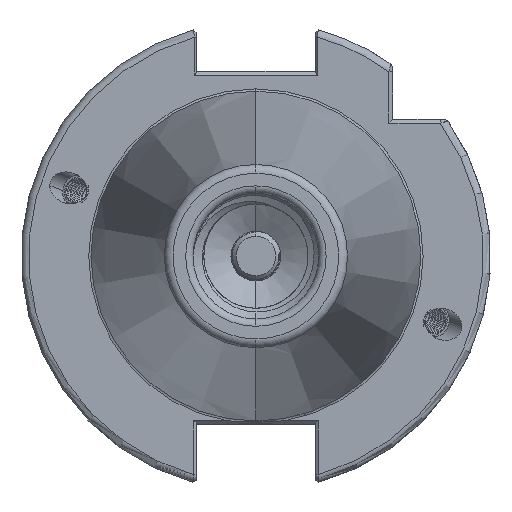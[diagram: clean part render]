
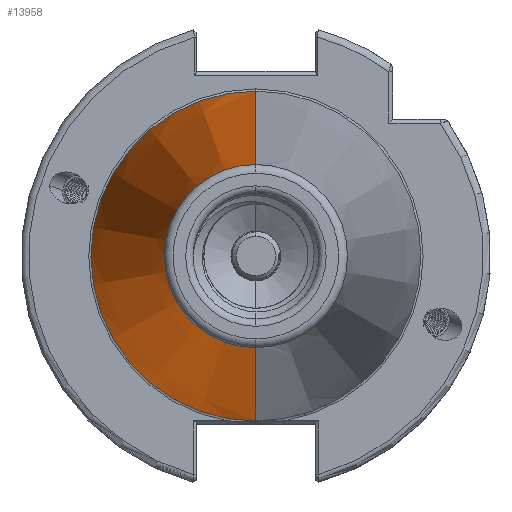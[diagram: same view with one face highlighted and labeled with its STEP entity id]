
A CAD part, left-side view. The second image highlights one B-rep face of the part: STEP entity #13958.
In plain terms, the highlighted conical face has half-angle 8.297 degrees and reference radius 22.692 mm.
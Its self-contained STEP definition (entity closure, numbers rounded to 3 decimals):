
#14 = AXIS2_PLACEMENT_3D ( 'NONE', #3142, #3146, #3143 ) ;
#24 = AXIS2_PLACEMENT_3D ( 'NONE', #3350, #3367, #3351 ) ;
#971 = CIRCLE ( 'NONE', #14, 12.4 ) ;
#1006 = LINE ( 'NONE', #3370, #1035 ) ;
#1013 = LINE ( 'NONE', #3330, #1034 ) ;
#1034 = VECTOR ( 'NONE', #3368, 1000. ) ;
#1035 = VECTOR ( 'NONE', #3360, 1000. ) ;
#1050 = CIRCLE ( 'NONE', #24, 22.327 ) ;
#3142 = CARTESIAN_POINT ( 'NONE',  ( -70.573, 0., 0. ) ) ;
#3143 = DIRECTION ( 'NONE',  ( 0., 0., 1. ) ) ;
#3146 = DIRECTION ( 'NONE',  ( 1., 0., 0. ) ) ;
#3330 = CARTESIAN_POINT ( 'NONE',  ( 0., 0., -22.692 ) ) ;
#3350 = CARTESIAN_POINT ( 'NONE',  ( -2.5, 0., 0. ) ) ;
#3351 = DIRECTION ( 'NONE',  ( 0., 0., -1. ) ) ;
#3360 = DIRECTION ( 'NONE',  ( 0.99, 0., 0.144 ) ) ;
#3367 = DIRECTION ( 'NONE',  ( 1., 0., 0. ) ) ;
#3368 = DIRECTION ( 'NONE',  ( 0.99, 0., -0.144 ) ) ;
#3370 = CARTESIAN_POINT ( 'NONE',  ( 0., 0., 22.692 ) ) ;
#13958 = ADVANCED_FACE ( 'NONE', ( #16452 ), #16456, .T. ) ;
#14526 = ORIENTED_EDGE ( 'NONE', *, *, #24139, .F. ) ;
#15101 = VERTEX_POINT ( 'NONE', #19007 ) ;
#15140 = VERTEX_POINT ( 'NONE', #19028 ) ;
#15171 = VERTEX_POINT ( 'NONE', #19105 ) ;
#15172 = VERTEX_POINT ( 'NONE', #19071 ) ;
#16452 = FACE_OUTER_BOUND ( 'NONE', #26565, .T. ) ;
#16456 = CONICAL_SURFACE ( 'NONE', #24534, 22.692, 0.145 ) ;
#18533 = CARTESIAN_POINT ( 'NONE',  ( 0., 0., 0. ) ) ;
#18553 = DIRECTION ( 'NONE',  ( 0., 0., -1. ) ) ;
#18558 = DIRECTION ( 'NONE',  ( 1., 0., 0. ) ) ;
#19007 = CARTESIAN_POINT ( 'NONE',  ( -2.5, 0., 22.327 ) ) ;
#19028 = CARTESIAN_POINT ( 'NONE',  ( -2.5, 0., -22.327 ) ) ;
#19071 = CARTESIAN_POINT ( 'NONE',  ( -70.573, 0., 12.4 ) ) ;
#19105 = CARTESIAN_POINT ( 'NONE',  ( -70.573, 0., -12.4 ) ) ;
#24105 = EDGE_CURVE ( 'NONE', #15171, #15172, #971, .T. ) ;
#24136 = EDGE_CURVE ( 'NONE', #15140, #15101, #1050, .T. ) ;
#24138 = EDGE_CURVE ( 'NONE', #15172, #15101, #1006, .T. ) ;
#24139 = EDGE_CURVE ( 'NONE', #15171, #15140, #1013, .T. ) ;
#24534 = AXIS2_PLACEMENT_3D ( 'NONE', #18533, #18558, #18553 ) ;
#25570 = ORIENTED_EDGE ( 'NONE', *, *, #24136, .F. ) ;
#25575 = ORIENTED_EDGE ( 'NONE', *, *, #24138, .T. ) ;
#25581 = ORIENTED_EDGE ( 'NONE', *, *, #24105, .T. ) ;
#26565 = EDGE_LOOP ( 'NONE', ( #25581, #25575, #25570, #14526 ) ) ;
